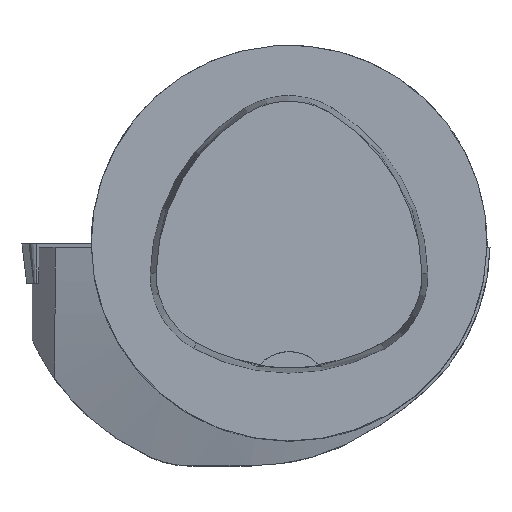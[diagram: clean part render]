
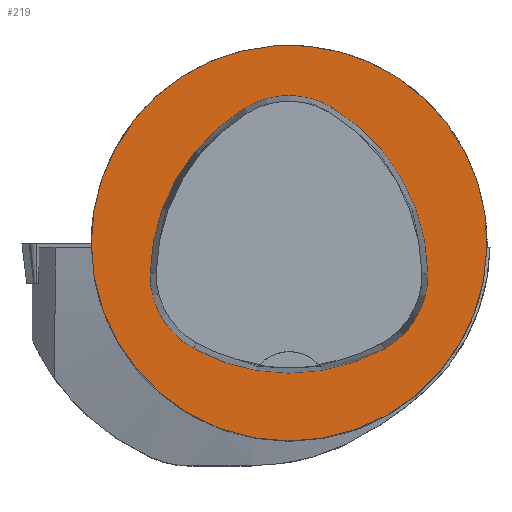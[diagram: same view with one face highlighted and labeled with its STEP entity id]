
A CAD part, top view. The second image highlights one B-rep face of the part: STEP entity #219.
In plain terms, the highlighted planar face has unit normal (0, 0, 1).
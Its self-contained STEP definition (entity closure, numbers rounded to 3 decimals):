
#219=ADVANCED_FACE('',(#435,#436),#263,.T.);
#263=PLANE('',#1247);
#435=FACE_BOUND('',#493,.T.);
#436=FACE_BOUND('',#494,.T.);
#493=EDGE_LOOP('',(#707,#708,#709,#710,#711,#712));
#494=EDGE_LOOP('',(#713));
#707=ORIENTED_EDGE('',*,*,#1019,.T.);
#708=ORIENTED_EDGE('',*,*,#999,.T.);
#709=ORIENTED_EDGE('',*,*,#1003,.T.);
#710=ORIENTED_EDGE('',*,*,#1006,.T.);
#711=ORIENTED_EDGE('',*,*,#1009,.T.);
#712=ORIENTED_EDGE('',*,*,#1017,.T.);
#713=ORIENTED_EDGE('',*,*,#976,.F.);
#863=VERTEX_POINT('',#1882);
#882=VERTEX_POINT('',#1935);
#883=VERTEX_POINT('',#1936);
#886=VERTEX_POINT('',#1944);
#888=VERTEX_POINT('',#1950);
#890=VERTEX_POINT('',#1956);
#897=VERTEX_POINT('',#1977);
#976=EDGE_CURVE('',#863,#863,#1061,.T.);
#999=EDGE_CURVE('',#882,#883,#1064,.T.);
#1003=EDGE_CURVE('',#883,#886,#1066,.T.);
#1006=EDGE_CURVE('',#886,#888,#1068,.T.);
#1009=EDGE_CURVE('',#888,#890,#1070,.T.);
#1017=EDGE_CURVE('',#890,#897,#1074,.T.);
#1019=EDGE_CURVE('',#897,#882,#1076,.T.);
#1061=CIRCLE('',#1211,20.);
#1064=CIRCLE('',#1225,20.);
#1066=CIRCLE('',#1228,8.5);
#1068=CIRCLE('',#1231,20.);
#1070=CIRCLE('',#1234,8.5);
#1074=CIRCLE('',#1239,20.);
#1076=CIRCLE('',#1242,8.5);
#1211=AXIS2_PLACEMENT_3D('',#1881,#1425,#1426);
#1225=AXIS2_PLACEMENT_3D('',#1934,#1461,#1462);
#1228=AXIS2_PLACEMENT_3D('',#1943,#1469,#1470);
#1231=AXIS2_PLACEMENT_3D('',#1949,#1476,#1477);
#1234=AXIS2_PLACEMENT_3D('',#1955,#1483,#1484);
#1239=AXIS2_PLACEMENT_3D('',#1978,#1495,#1496);
#1242=AXIS2_PLACEMENT_3D('',#1981,#1501,#1502);
#1247=AXIS2_PLACEMENT_3D('',#1986,#1511,#1512);
#1425=DIRECTION('',(0.,0.,-1.));
#1426=DIRECTION('',(-1.,0.,0.));
#1461=DIRECTION('',(0.,0.,-1.));
#1462=DIRECTION('',(-1.,0.,0.));
#1469=DIRECTION('',(0.,0.,-1.));
#1470=DIRECTION('',(-1.,0.,0.));
#1476=DIRECTION('',(0.,0.,-1.));
#1477=DIRECTION('',(-1.,0.,0.));
#1483=DIRECTION('',(0.,0.,-1.));
#1484=DIRECTION('',(-1.,0.,0.));
#1495=DIRECTION('',(0.,0.,-1.));
#1496=DIRECTION('',(-1.,0.,0.));
#1501=DIRECTION('',(0.,0.,-1.));
#1502=DIRECTION('',(-1.,0.,0.));
#1511=DIRECTION('',(0.,0.,1.));
#1512=DIRECTION('',(1.,0.,0.));
#1881=CARTESIAN_POINT('',(0.,0.,0.));
#1882=CARTESIAN_POINT('',(-20.,0.,0.));
#1934=CARTESIAN_POINT('',(5.955,-3.414,0.));
#1935=CARTESIAN_POINT('',(-14.041,-3.042,0.));
#1936=CARTESIAN_POINT('',(-4.472,13.653,0.));
#1943=CARTESIAN_POINT('',(-0.04,6.4,0.));
#1944=CARTESIAN_POINT('',(4.347,13.68,0.));
#1949=CARTESIAN_POINT('',(-5.976,-3.45,0.));
#1950=CARTESIAN_POINT('',(14.021,-3.075,0.));
#1955=CARTESIAN_POINT('',(5.522,-3.235,0.));
#1956=CARTESIAN_POINT('',(9.588,-10.699,0.));
#1977=CARTESIAN_POINT('',(-9.655,-10.639,0.));
#1978=CARTESIAN_POINT('',(0.022,6.864,0.));
#1981=CARTESIAN_POINT('',(-5.543,-3.2,0.));
#1986=CARTESIAN_POINT('',(0.,0.,0.));
